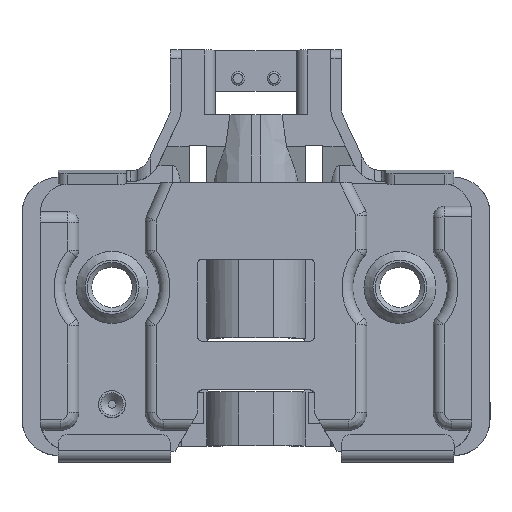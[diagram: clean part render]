
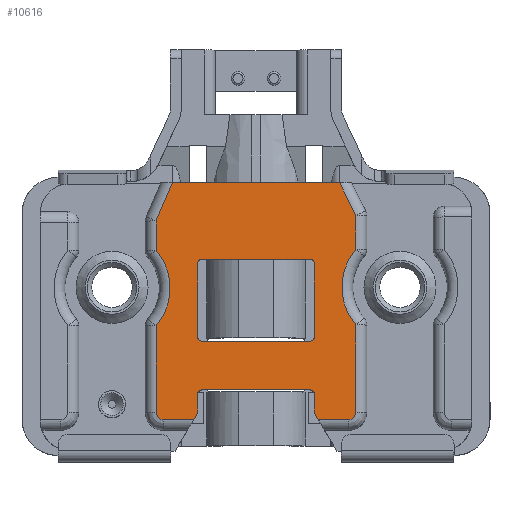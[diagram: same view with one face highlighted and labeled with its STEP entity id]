
A CAD part, front view. The second image highlights one B-rep face of the part: STEP entity #10616.
In plain terms, the highlighted face is planar.
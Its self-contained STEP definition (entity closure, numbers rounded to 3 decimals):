
#157=FACE_BOUND('',#3712,.T.);
#392=PLANE('',#11566);
#1228=LINE('',#18045,#2255);
#1229=LINE('',#18047,#2256);
#1230=LINE('',#18049,#2257);
#1231=LINE('',#18053,#2258);
#1232=LINE('',#18057,#2259);
#1233=LINE('',#18059,#2260);
#1234=LINE('',#18061,#2261);
#1235=LINE('',#18065,#2262);
#1236=LINE('',#18069,#2263);
#1237=LINE('',#18071,#2264);
#1238=LINE('',#18073,#2265);
#1239=LINE('',#18075,#2266);
#1240=LINE('',#18076,#2267);
#1241=LINE('',#18077,#2268);
#1242=LINE('',#18080,#2269);
#1243=LINE('',#18084,#2270);
#1244=LINE('',#18088,#2271);
#1245=LINE('',#18092,#2272);
#2255=VECTOR('',#14056,1000.);
#2256=VECTOR('',#14057,1000.);
#2257=VECTOR('',#14058,1000.);
#2258=VECTOR('',#14061,1000.);
#2259=VECTOR('',#14064,1000.);
#2260=VECTOR('',#14065,1000.);
#2261=VECTOR('',#14066,1000.);
#2262=VECTOR('',#14069,1000.);
#2263=VECTOR('',#14072,1000.);
#2264=VECTOR('',#14073,1000.);
#2265=VECTOR('',#14074,1000.);
#2266=VECTOR('',#14075,1000.);
#2267=VECTOR('',#14076,1000.);
#2268=VECTOR('',#14077,1000.);
#2269=VECTOR('',#14078,1000.);
#2270=VECTOR('',#14081,1000.);
#2271=VECTOR('',#14084,1000.);
#2272=VECTOR('',#14087,1000.);
#3101=FACE_OUTER_BOUND('',#3711,.T.);
#3711=EDGE_LOOP('',(#9159,#9160,#9161,#9162,#9163,#9164,#9165,#9166,#9167,
#9168,#9169,#9170,#9171,#9172,#9173,#9174,#9175,#9176,#9177,#9178));
#3712=EDGE_LOOP('',(#9179,#9180,#9181,#9182,#9183,#9184,#9185,#9186));
#4216=CIRCLE('',#11512,6.45);
#4260=CIRCLE('',#11567,0.8);
#4261=CIRCLE('',#11568,0.5);
#4262=CIRCLE('',#11569,0.5);
#4263=CIRCLE('',#11570,0.8);
#4264=CIRCLE('',#11571,6.45);
#4265=CIRCLE('',#11572,0.5);
#4266=CIRCLE('',#11573,0.5);
#4267=CIRCLE('',#11574,0.5);
#4268=CIRCLE('',#11575,0.5);
#5111=VERTEX_POINT('',#17856);
#5112=VERTEX_POINT('',#17857);
#5186=VERTEX_POINT('',#18041);
#5187=VERTEX_POINT('',#18042);
#5188=VERTEX_POINT('',#18044);
#5189=VERTEX_POINT('',#18046);
#5190=VERTEX_POINT('',#18048);
#5191=VERTEX_POINT('',#18050);
#5192=VERTEX_POINT('',#18052);
#5193=VERTEX_POINT('',#18054);
#5194=VERTEX_POINT('',#18056);
#5195=VERTEX_POINT('',#18058);
#5196=VERTEX_POINT('',#18060);
#5197=VERTEX_POINT('',#18062);
#5198=VERTEX_POINT('',#18064);
#5199=VERTEX_POINT('',#18066);
#5200=VERTEX_POINT('',#18068);
#5201=VERTEX_POINT('',#18070);
#5202=VERTEX_POINT('',#18072);
#5203=VERTEX_POINT('',#18074);
#5204=VERTEX_POINT('',#18078);
#5205=VERTEX_POINT('',#18079);
#5206=VERTEX_POINT('',#18081);
#5207=VERTEX_POINT('',#18083);
#5208=VERTEX_POINT('',#18085);
#5209=VERTEX_POINT('',#18087);
#5210=VERTEX_POINT('',#18089);
#5211=VERTEX_POINT('',#18091);
#6478=EDGE_CURVE('',#5111,#5112,#4216,.T.);
#6559=EDGE_CURVE('',#5186,#5187,#4260,.T.);
#6560=EDGE_CURVE('',#5187,#5188,#1228,.T.);
#6561=EDGE_CURVE('',#5189,#5188,#1229,.T.);
#6562=EDGE_CURVE('',#5190,#5189,#1230,.T.);
#6563=EDGE_CURVE('',#5190,#5191,#4261,.T.);
#6564=EDGE_CURVE('',#5192,#5191,#1231,.T.);
#6565=EDGE_CURVE('',#5192,#5193,#4262,.T.);
#6566=EDGE_CURVE('',#5194,#5193,#1232,.T.);
#6567=EDGE_CURVE('',#5195,#5194,#1233,.T.);
#6568=EDGE_CURVE('',#5195,#5196,#1234,.T.);
#6569=EDGE_CURVE('',#5196,#5197,#4263,.T.);
#6570=EDGE_CURVE('',#5197,#5198,#1235,.T.);
#6571=EDGE_CURVE('',#5198,#5199,#4264,.T.);
#6572=EDGE_CURVE('',#5199,#5200,#1236,.T.);
#6573=EDGE_CURVE('',#5200,#5201,#1237,.T.);
#6574=EDGE_CURVE('',#5202,#5201,#1238,.T.);
#6575=EDGE_CURVE('',#5202,#5203,#1239,.T.);
#6576=EDGE_CURVE('',#5203,#5111,#1240,.T.);
#6577=EDGE_CURVE('',#5112,#5186,#1241,.T.);
#6578=EDGE_CURVE('',#5204,#5205,#1242,.T.);
#6579=EDGE_CURVE('',#5205,#5206,#4265,.T.);
#6580=EDGE_CURVE('',#5206,#5207,#1243,.T.);
#6581=EDGE_CURVE('',#5207,#5208,#4266,.T.);
#6582=EDGE_CURVE('',#5208,#5209,#1244,.T.);
#6583=EDGE_CURVE('',#5209,#5210,#4267,.T.);
#6584=EDGE_CURVE('',#5210,#5211,#1245,.T.);
#6585=EDGE_CURVE('',#5211,#5204,#4268,.T.);
#9159=ORIENTED_EDGE('',*,*,#6559,.T.);
#9160=ORIENTED_EDGE('',*,*,#6560,.T.);
#9161=ORIENTED_EDGE('',*,*,#6561,.F.);
#9162=ORIENTED_EDGE('',*,*,#6562,.F.);
#9163=ORIENTED_EDGE('',*,*,#6563,.T.);
#9164=ORIENTED_EDGE('',*,*,#6564,.F.);
#9165=ORIENTED_EDGE('',*,*,#6565,.T.);
#9166=ORIENTED_EDGE('',*,*,#6566,.F.);
#9167=ORIENTED_EDGE('',*,*,#6567,.F.);
#9168=ORIENTED_EDGE('',*,*,#6568,.T.);
#9169=ORIENTED_EDGE('',*,*,#6569,.T.);
#9170=ORIENTED_EDGE('',*,*,#6570,.T.);
#9171=ORIENTED_EDGE('',*,*,#6571,.T.);
#9172=ORIENTED_EDGE('',*,*,#6572,.T.);
#9173=ORIENTED_EDGE('',*,*,#6573,.T.);
#9174=ORIENTED_EDGE('',*,*,#6574,.F.);
#9175=ORIENTED_EDGE('',*,*,#6575,.T.);
#9176=ORIENTED_EDGE('',*,*,#6576,.T.);
#9177=ORIENTED_EDGE('',*,*,#6478,.T.);
#9178=ORIENTED_EDGE('',*,*,#6577,.T.);
#9179=ORIENTED_EDGE('',*,*,#6578,.T.);
#9180=ORIENTED_EDGE('',*,*,#6579,.T.);
#9181=ORIENTED_EDGE('',*,*,#6580,.T.);
#9182=ORIENTED_EDGE('',*,*,#6581,.T.);
#9183=ORIENTED_EDGE('',*,*,#6582,.T.);
#9184=ORIENTED_EDGE('',*,*,#6583,.T.);
#9185=ORIENTED_EDGE('',*,*,#6584,.T.);
#9186=ORIENTED_EDGE('',*,*,#6585,.T.);
#10616=ADVANCED_FACE('',(#3101,#157),#392,.T.);
#11512=AXIS2_PLACEMENT_3D('',#17858,#13909,#13910);
#11566=AXIS2_PLACEMENT_3D('',#18040,#14052,#14053);
#11567=AXIS2_PLACEMENT_3D('',#18043,#14054,#14055);
#11568=AXIS2_PLACEMENT_3D('',#18051,#14059,#14060);
#11569=AXIS2_PLACEMENT_3D('',#18055,#14062,#14063);
#11570=AXIS2_PLACEMENT_3D('',#18063,#14067,#14068);
#11571=AXIS2_PLACEMENT_3D('',#18067,#14070,#14071);
#11572=AXIS2_PLACEMENT_3D('',#18082,#14079,#14080);
#11573=AXIS2_PLACEMENT_3D('',#18086,#14082,#14083);
#11574=AXIS2_PLACEMENT_3D('',#18090,#14085,#14086);
#11575=AXIS2_PLACEMENT_3D('',#18093,#14088,#14089);
#13909=DIRECTION('center_axis',(0.,0.,1.));
#13910=DIRECTION('ref_axis',(-1.,0.,0.));
#14052=DIRECTION('center_axis',(0.,0.,-1.));
#14053=DIRECTION('ref_axis',(-1.,0.,0.));
#14054=DIRECTION('center_axis',(0.,0.,-1.));
#14055=DIRECTION('ref_axis',(-1.,0.,0.));
#14056=DIRECTION('',(-1.,0.,0.));
#14057=DIRECTION('',(0.511,-0.859,0.));
#14058=DIRECTION('',(0.,-1.,0.));
#14059=DIRECTION('center_axis',(0.,0.,1.));
#14060=DIRECTION('ref_axis',(-1.,0.,0.));
#14061=DIRECTION('',(1.,0.,0.));
#14062=DIRECTION('center_axis',(0.,0.,1.));
#14063=DIRECTION('ref_axis',(-1.,0.,0.));
#14064=DIRECTION('',(0.,1.,0.));
#14065=DIRECTION('',(0.511,0.859,0.));
#14066=DIRECTION('',(-1.,0.,0.));
#14067=DIRECTION('center_axis',(0.,0.,-1.));
#14068=DIRECTION('ref_axis',(-1.,0.,0.));
#14069=DIRECTION('',(0.,1.,0.));
#14070=DIRECTION('center_axis',(0.,0.,1.));
#14071=DIRECTION('ref_axis',(-1.,0.,0.));
#14072=DIRECTION('',(0.,1.,0.));
#14073=DIRECTION('',(0.447,0.894,0.));
#14074=DIRECTION('',(-1.,0.,0.));
#14075=DIRECTION('',(0.394,-0.919,0.));
#14076=DIRECTION('',(0.,-1.,0.));
#14077=DIRECTION('',(0.,-1.,0.));
#14078=DIRECTION('',(-1.,0.,0.));
#14079=DIRECTION('center_axis',(0.,0.,1.));
#14080=DIRECTION('ref_axis',(-1.,0.,0.));
#14081=DIRECTION('',(0.,-1.,0.));
#14082=DIRECTION('center_axis',(0.,0.,1.));
#14083=DIRECTION('ref_axis',(-1.,0.,0.));
#14084=DIRECTION('',(1.,0.,0.));
#14085=DIRECTION('center_axis',(0.,0.,1.));
#14086=DIRECTION('ref_axis',(-1.,0.,0.));
#14087=DIRECTION('',(0.,1.,0.));
#14088=DIRECTION('center_axis',(0.,0.,1.));
#14089=DIRECTION('ref_axis',(-1.,0.,0.));
#17856=CARTESIAN_POINT('',(48.579,16.8,0.));
#17857=CARTESIAN_POINT('',(48.579,8.411,0.));
#17858=CARTESIAN_POINT('Origin',(53.479,12.606,0.));
#18040=CARTESIAN_POINT('Origin',(57.979,-1.998,0.));
#18041=CARTESIAN_POINT('',(48.579,-1.198,0.));
#18042=CARTESIAN_POINT('',(47.779,-1.998,0.));
#18043=CARTESIAN_POINT('Origin',(47.779,-1.198,0.));
#18044=CARTESIAN_POINT('',(44.396,-1.998,0.));
#18045=CARTESIAN_POINT('',(45.11,-1.998,0.));
#18046=CARTESIAN_POINT('',(43.979,-1.298,0.));
#18047=CARTESIAN_POINT('',(47.949,-7.968,0.));
#18048=CARTESIAN_POINT('',(43.979,0.802,0.));
#18049=CARTESIAN_POINT('',(43.979,1.302,0.));
#18050=CARTESIAN_POINT('',(43.479,1.302,0.));
#18051=CARTESIAN_POINT('Origin',(43.479,0.802,0.));
#18052=CARTESIAN_POINT('',(31.479,1.302,0.));
#18053=CARTESIAN_POINT('',(43.979,1.302,0.));
#18054=CARTESIAN_POINT('',(30.979,0.802,0.));
#18055=CARTESIAN_POINT('Origin',(31.479,0.802,0.));
#18056=CARTESIAN_POINT('',(30.979,-1.298,0.));
#18057=CARTESIAN_POINT('',(30.979,1.302,0.));
#18058=CARTESIAN_POINT('',(30.562,-1.998,0.));
#18059=CARTESIAN_POINT('',(37.735,10.052,0.));
#18060=CARTESIAN_POINT('',(27.179,-1.998,0.));
#18061=CARTESIAN_POINT('',(27.179,-1.998,0.));
#18062=CARTESIAN_POINT('',(26.379,-1.198,0.));
#18063=CARTESIAN_POINT('Origin',(27.179,-1.198,0.));
#18064=CARTESIAN_POINT('',(26.379,8.508,0.));
#18065=CARTESIAN_POINT('',(26.379,8.508,0.));
#18066=CARTESIAN_POINT('',(26.379,16.897,0.));
#18067=CARTESIAN_POINT('Origin',(21.479,12.702,0.));
#18068=CARTESIAN_POINT('',(26.379,20.655,0.));
#18069=CARTESIAN_POINT('',(26.379,20.655,0.));
#18070=CARTESIAN_POINT('',(28.203,24.302,0.));
#18071=CARTESIAN_POINT('',(27.934,23.766,0.));
#18072=CARTESIAN_POINT('',(46.762,24.302,0.));
#18073=CARTESIAN_POINT('',(57.979,24.302,0.));
#18074=CARTESIAN_POINT('',(48.579,20.061,0.));
#18075=CARTESIAN_POINT('',(48.579,20.061,0.));
#18076=CARTESIAN_POINT('',(48.579,16.8,0.));
#18077=CARTESIAN_POINT('',(48.579,-1.198,0.));
#18078=CARTESIAN_POINT('',(43.479,15.802,0.));
#18079=CARTESIAN_POINT('',(31.479,15.802,0.));
#18080=CARTESIAN_POINT('',(43.979,15.802,0.));
#18081=CARTESIAN_POINT('',(30.979,15.302,0.));
#18082=CARTESIAN_POINT('Origin',(31.479,15.302,0.));
#18083=CARTESIAN_POINT('',(30.979,7.202,0.));
#18084=CARTESIAN_POINT('',(30.979,15.802,0.));
#18085=CARTESIAN_POINT('',(31.479,6.702,0.));
#18086=CARTESIAN_POINT('Origin',(31.479,7.202,0.));
#18087=CARTESIAN_POINT('',(43.479,6.702,0.));
#18088=CARTESIAN_POINT('',(43.979,6.702,0.));
#18089=CARTESIAN_POINT('',(43.979,7.202,0.));
#18090=CARTESIAN_POINT('Origin',(43.479,7.202,0.));
#18091=CARTESIAN_POINT('',(43.979,15.302,0.));
#18092=CARTESIAN_POINT('',(43.979,15.802,0.));
#18093=CARTESIAN_POINT('Origin',(43.479,15.302,0.));
